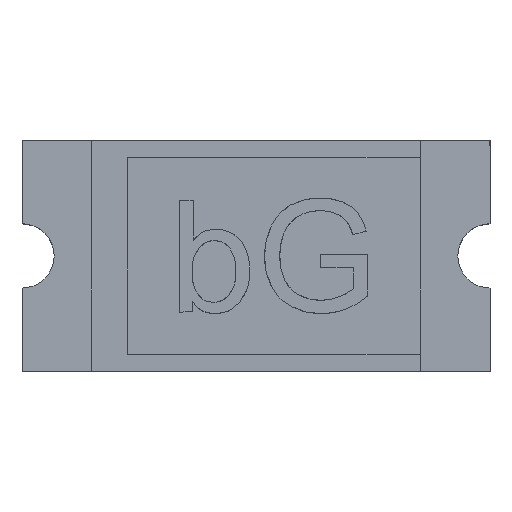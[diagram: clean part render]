
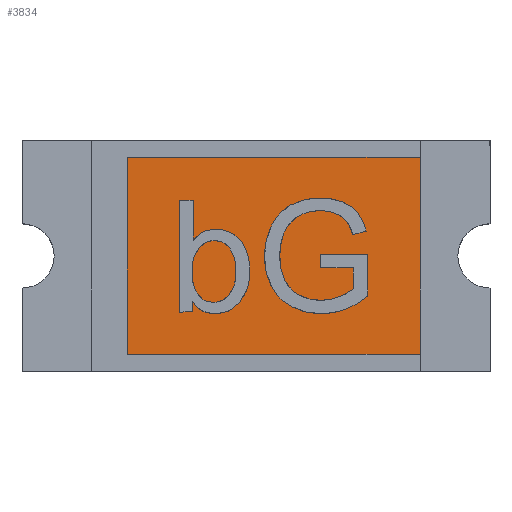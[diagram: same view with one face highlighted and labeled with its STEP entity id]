
A CAD part, top view. The second image highlights one B-rep face of the part: STEP entity #3834.
In plain terms, the highlighted planar face has unit normal (0, 0, 1).
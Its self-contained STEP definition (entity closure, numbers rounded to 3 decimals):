
#392=PLANE('',#4154);
#528=FACE_OUTER_BOUND('',#742,.T.);
#742=EDGE_LOOP('',(#3021,#3022,#3023,#3024));
#1073=LINE('',#5356,#1461);
#1077=LINE('',#5364,#1465);
#1080=LINE('',#5370,#1468);
#1083=LINE('',#5375,#1471);
#1461=VECTOR('',#4595,10.);
#1465=VECTOR('',#4601,10.);
#1468=VECTOR('',#4606,10.);
#1471=VECTOR('',#4611,10.);
#1805=VERTEX_POINT('',#5354);
#1806=VERTEX_POINT('',#5355);
#1809=VERTEX_POINT('',#5363);
#1811=VERTEX_POINT('',#5369);
#2245=EDGE_CURVE('',#1805,#1806,#1073,.T.);
#2249=EDGE_CURVE('',#1806,#1809,#1077,.T.);
#2252=EDGE_CURVE('',#1809,#1811,#1080,.T.);
#2255=EDGE_CURVE('',#1811,#1805,#1083,.T.);
#3021=ORIENTED_EDGE('',*,*,#2252,.F.);
#3022=ORIENTED_EDGE('',*,*,#2249,.F.);
#3023=ORIENTED_EDGE('',*,*,#2245,.F.);
#3024=ORIENTED_EDGE('',*,*,#2255,.F.);
#3834=ADVANCED_FACE('',(#528),#392,.T.);
#4154=AXIS2_PLACEMENT_3D('',#5378,#4615,#4616);
#4595=DIRECTION('',(-1.,0.,0.));
#4601=DIRECTION('',(0.,1.,0.));
#4606=DIRECTION('',(1.,0.,0.));
#4611=DIRECTION('',(0.,-1.,0.));
#4615=DIRECTION('center_axis',(0.,0.,1.));
#4616=DIRECTION('ref_axis',(1.,0.,0.));
#5354=CARTESIAN_POINT('',(1.175,-0.705,0.283));
#5355=CARTESIAN_POINT('',(-0.921,-0.705,0.283));
#5356=CARTESIAN_POINT('',(-0.397,-0.705,0.283));
#5363=CARTESIAN_POINT('',(-0.921,0.705,0.283));
#5364=CARTESIAN_POINT('',(-0.921,0.353,0.283));
#5369=CARTESIAN_POINT('',(1.175,0.705,0.283));
#5370=CARTESIAN_POINT('',(0.651,0.705,0.283));
#5375=CARTESIAN_POINT('',(1.175,-0.352,0.283));
#5378=CARTESIAN_POINT('Origin',(0.127,0.,
0.283));
